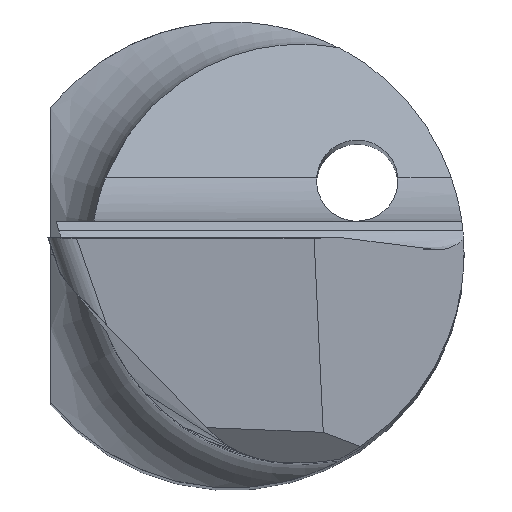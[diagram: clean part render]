
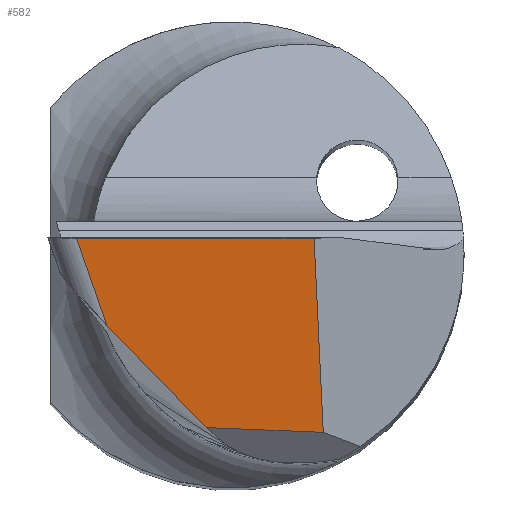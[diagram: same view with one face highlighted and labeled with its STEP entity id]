
A CAD part, top view. The second image highlights one B-rep face of the part: STEP entity #582.
In plain terms, the highlighted planar face has unit normal (0.103, -0.139, 0.985).
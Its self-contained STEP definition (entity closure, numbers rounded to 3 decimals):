
#40 = LINE ( 'NONE', #972, #552 ) ;
#82 = LINE ( 'NONE', #934, #600 ) ;
#89 = EDGE_CURVE ( 'NONE', #197, #1273, #1082, .T. ) ;
#117 = EDGE_CURVE ( 'NONE', #1309, #1273, #40, .T. ) ;
#184 = VERTEX_POINT ( 'NONE', #1277 ) ;
#197 = VERTEX_POINT ( 'NONE', #928 ) ;
#245 = EDGE_LOOP ( 'NONE', ( #1055, #1122, #429, #385, #866 ) ) ;
#271 = CARTESIAN_POINT ( 'NONE',  ( -1.328, 0.126, 24. ) ) ;
#307 = CARTESIAN_POINT ( 'NONE',  ( -0.211, -1.5, 23.652 ) ) ;
#317 = CARTESIAN_POINT ( 'NONE',  ( -0.788, -0.924, 23.794 ) ) ;
#385 = ORIENTED_EDGE ( 'NONE', *, *, #584, .F. ) ;
#429 = ORIENTED_EDGE ( 'NONE', *, *, #89, .F. ) ;
#439 = EDGE_CURVE ( 'NONE', #184, #521, #908, .T. ) ;
#493 = DIRECTION ( 'NONE',  ( -0.047, 0.988, 0.145 ) ) ;
#521 = VERTEX_POINT ( 'NONE', #1313 ) ;
#535 = DIRECTION ( 'NONE',  ( -0.323, 0.932, 0.166 ) ) ;
#552 = VECTOR ( 'NONE', #890, 1000. ) ;
#573 = DIRECTION ( 'NONE',  ( -0.993, 0.04, 0.11 ) ) ;
#582 = ADVANCED_FACE ( 'NONE', ( #1184 ), #959, .T. ) ;
#584 = EDGE_CURVE ( 'NONE', #521, #197, #1239, .T. ) ;
#600 = VECTOR ( 'NONE', #493, 1000. ) ;
#730 = CARTESIAN_POINT ( 'NONE',  ( -0.511, -1.224, 23.723 ) ) ;
#738 = CARTESIAN_POINT ( 'NONE',  ( -1.067, -0.625, 23.866 ) ) ;
#866 = ORIENTED_EDGE ( 'NONE', *, *, #439, .F. ) ;
#890 = DIRECTION ( 'NONE',  ( -0.995, 0., 0.105 ) ) ;
#908 = LINE ( 'NONE', #1018, #1190 ) ;
#918 = VECTOR ( 'NONE', #535, 1000. ) ;
#928 = CARTESIAN_POINT ( 'NONE',  ( -1.067, -0.625, 23.866 ) ) ;
#934 = CARTESIAN_POINT ( 'NONE',  ( 0.71, 0.178, 23.793 ) ) ;
#951 = DIRECTION ( 'NONE',  ( 0., -0.99, -0.14 ) ) ;
#959 = PLANE ( 'NONE',  #1166 ) ;
#972 = CARTESIAN_POINT ( 'NONE',  ( 4.842, 0.126, 23.351 ) ) ;
#983 = EDGE_CURVE ( 'NONE', #184, #1309, #82, .T. ) ;
#998 = CARTESIAN_POINT ( 'NONE',  ( -1.358, 0.214, 24.015 ) ) ;
#1018 = CARTESIAN_POINT ( 'NONE',  ( 1.838, -1.583, 23.425 ) ) ;
#1055 = ORIENTED_EDGE ( 'NONE', *, *, #983, .T. ) ;
#1082 = LINE ( 'NONE', #998, #918 ) ;
#1122 = ORIENTED_EDGE ( 'NONE', *, *, #117, .T. ) ;
#1166 = AXIS2_PLACEMENT_3D ( 'NONE', #1271, #1255, #951 ) ;
#1184 = FACE_OUTER_BOUND ( 'NONE', #245, .T. ) ;
#1190 = VECTOR ( 'NONE', #573, 1000. ) ;
#1239 = B_SPLINE_CURVE_WITH_KNOTS ( 'NONE', 3,
 ( #307, #730, #317, #738 ),
 .UNSPECIFIED., .F., .F.,
 ( 4, 4 ),
 ( 0.016, 0.017 ),
 .UNSPECIFIED. ) ;
#1255 = DIRECTION ( 'NONE',  ( 0.104, -0.139, 0.985 ) ) ;
#1271 = CARTESIAN_POINT ( 'NONE',  ( 1.941, 0.275, 23.677 ) ) ;
#1273 = VERTEX_POINT ( 'NONE', #271 ) ;
#1277 = CARTESIAN_POINT ( 'NONE',  ( 0.791, -1.54, 23.541 ) ) ;
#1309 = VERTEX_POINT ( 'NONE', #1357 ) ;
#1313 = CARTESIAN_POINT ( 'NONE',  ( -0.211, -1.5, 23.652 ) ) ;
#1357 = CARTESIAN_POINT ( 'NONE',  ( 0.712, 0.126, 23.785 ) ) ;
